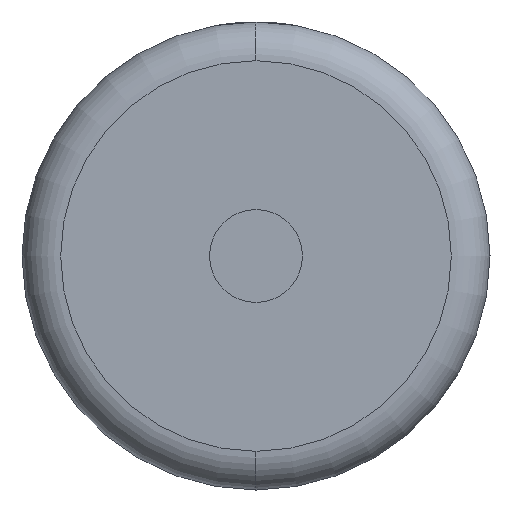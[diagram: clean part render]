
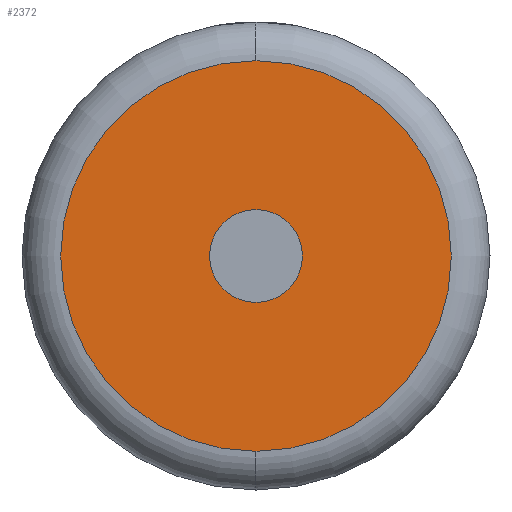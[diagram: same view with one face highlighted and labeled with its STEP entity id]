
A CAD part, left-side view. The second image highlights one B-rep face of the part: STEP entity #2372.
In plain terms, the highlighted planar face has unit normal (-1, 0, 0).
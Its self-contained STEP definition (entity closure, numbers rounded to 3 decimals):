
#26 = ORIENTED_EDGE ( 'NONE', *, *, #2828, .F. ) ;
#53 = EDGE_LOOP ( 'NONE', ( #26, #1274 ) ) ;
#388 = AXIS2_PLACEMENT_3D ( 'NONE', #3261, #1373, #3846 ) ;
#413 = DIRECTION ( 'NONE',  ( 0., 0., -1. ) ) ;
#437 = CARTESIAN_POINT ( 'NONE',  ( 0., 0., 0. ) ) ;
#444 = CARTESIAN_POINT ( 'NONE',  ( 0., 0., 0. ) ) ;
#608 = EDGE_CURVE ( 'NONE', #1998, #1009, #704, .T. ) ;
#704 = CIRCLE ( 'NONE', #2340, 6. ) ;
#813 = VERTEX_POINT ( 'NONE', #1616 ) ;
#1009 = VERTEX_POINT ( 'NONE', #2667 ) ;
#1075 = DIRECTION ( 'NONE',  ( 0., 0., -1. ) ) ;
#1124 = CIRCLE ( 'NONE', #388, 6. ) ;
#1239 = DIRECTION ( 'NONE',  ( -1., 0., 0. ) ) ;
#1274 = ORIENTED_EDGE ( 'NONE', *, *, #608, .F. ) ;
#1366 = FACE_BOUND ( 'NONE', #53, .T. ) ;
#1373 = DIRECTION ( 'NONE',  ( -1., 0., 0. ) ) ;
#1426 = AXIS2_PLACEMENT_3D ( 'NONE', #1705, #2950, #1075 ) ;
#1525 = DIRECTION ( 'NONE',  ( 0., 0., -1. ) ) ;
#1616 = CARTESIAN_POINT ( 'NONE',  ( 0., 0., 25.252 ) ) ;
#1639 = CARTESIAN_POINT ( 'NONE',  ( 0., 0., -25.252 ) ) ;
#1705 = CARTESIAN_POINT ( 'NONE',  ( 0., 0., 0. ) ) ;
#1765 = ORIENTED_EDGE ( 'NONE', *, *, #2716, .T. ) ;
#1998 = VERTEX_POINT ( 'NONE', #3509 ) ;
#2324 = ORIENTED_EDGE ( 'NONE', *, *, #2915, .T. ) ;
#2340 = AXIS2_PLACEMENT_3D ( 'NONE', #3405, #1239, #1525 ) ;
#2372 = ADVANCED_FACE ( 'NONE', ( #3276, #1366 ), #3195, .F. ) ;
#2667 = CARTESIAN_POINT ( 'NONE',  ( 0., 0., -6. ) ) ;
#2705 = VERTEX_POINT ( 'NONE', #1639 ) ;
#2716 = EDGE_CURVE ( 'NONE', #2705, #813, #3053, .T. ) ;
#2828 = EDGE_CURVE ( 'NONE', #1009, #1998, #1124, .T. ) ;
#2902 = DIRECTION ( 'NONE',  ( 1., 0., 0. ) ) ;
#2915 = EDGE_CURVE ( 'NONE', #813, #2705, #3521, .T. ) ;
#2950 = DIRECTION ( 'NONE',  ( -1., 0., 0. ) ) ;
#3053 = CIRCLE ( 'NONE', #4003, 25.252 ) ;
#3195 = PLANE ( 'NONE',  #3696 ) ;
#3261 = CARTESIAN_POINT ( 'NONE',  ( 0., 0., 0. ) ) ;
#3276 = FACE_OUTER_BOUND ( 'NONE', #3624, .T. ) ;
#3405 = CARTESIAN_POINT ( 'NONE',  ( 0., 0., 0. ) ) ;
#3506 = DIRECTION ( 'NONE',  ( 0., 0., -1. ) ) ;
#3509 = CARTESIAN_POINT ( 'NONE',  ( 0., 0., 6. ) ) ;
#3521 = CIRCLE ( 'NONE', #1426, 25.252 ) ;
#3624 = EDGE_LOOP ( 'NONE', ( #1765, #2324 ) ) ;
#3696 = AXIS2_PLACEMENT_3D ( 'NONE', #444, #2902, #3506 ) ;
#3819 = DIRECTION ( 'NONE',  ( -1., 0., 0. ) ) ;
#3846 = DIRECTION ( 'NONE',  ( 0., 0., -1. ) ) ;
#4003 = AXIS2_PLACEMENT_3D ( 'NONE', #437, #3819, #413 ) ;
